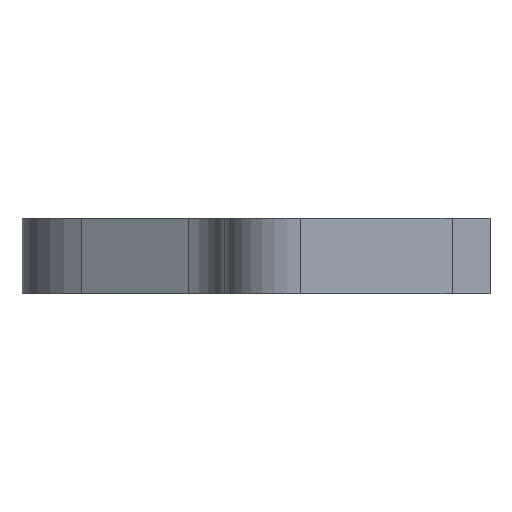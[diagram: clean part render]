
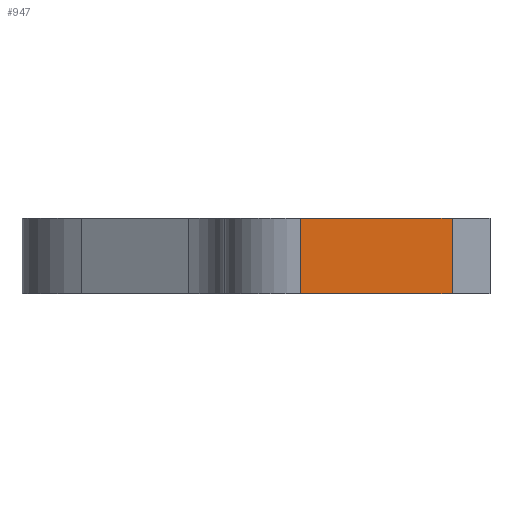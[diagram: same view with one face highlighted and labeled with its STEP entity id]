
A CAD part, left-side view. The second image highlights one B-rep face of the part: STEP entity #947.
In plain terms, the highlighted planar face has unit normal (-1, 0, 0).
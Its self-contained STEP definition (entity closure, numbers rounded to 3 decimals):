
#49 = CARTESIAN_POINT ( 'NONE',  ( 0., 6., 0. ) ) ;
#113 = ORIENTED_EDGE ( 'NONE', *, *, #1485, .T. ) ;
#140 = AXIS2_PLACEMENT_3D ( 'NONE', #1066, #481, #713 ) ;
#240 = EDGE_CURVE ( 'NONE', #1080, #365, #1288, .T. ) ;
#365 = VERTEX_POINT ( 'NONE', #691 ) ;
#375 = PLANE ( 'NONE',  #140 ) ;
#481 = DIRECTION ( 'NONE',  ( 1., 0., 0. ) ) ;
#501 = CARTESIAN_POINT ( 'NONE',  ( 0., 0., 0. ) ) ;
#540 = VECTOR ( 'NONE', #1431, 1000. ) ;
#557 = FACE_OUTER_BOUND ( 'NONE', #692, .T. ) ;
#592 = VECTOR ( 'NONE', #851, 1000. ) ;
#665 = VECTOR ( 'NONE', #1311, 1000. ) ;
#670 = VERTEX_POINT ( 'NONE', #986 ) ;
#691 = CARTESIAN_POINT ( 'NONE',  ( 0., 0., 0. ) ) ;
#692 = EDGE_LOOP ( 'NONE', ( #820, #709, #113, #1295 ) ) ;
#709 = ORIENTED_EDGE ( 'NONE', *, *, #1430, .F. ) ;
#713 = DIRECTION ( 'NONE',  ( 0., 0., -1. ) ) ;
#820 = ORIENTED_EDGE ( 'NONE', *, *, #1021, .T. ) ;
#851 = DIRECTION ( 'NONE',  ( 0., 0., -1. ) ) ;
#873 = CARTESIAN_POINT ( 'NONE',  ( 0., 0., -3. ) ) ;
#947 = ADVANCED_FACE ( 'NONE', ( #557 ), #375, .F. ) ;
#974 = CARTESIAN_POINT ( 'NONE',  ( 0., -1.5, -3. ) ) ;
#978 = LINE ( 'NONE', #974, #665 ) ;
#986 = CARTESIAN_POINT ( 'NONE',  ( 0., 6., -3. ) ) ;
#1021 = EDGE_CURVE ( 'NONE', #1080, #670, #1462, .T. ) ;
#1066 = CARTESIAN_POINT ( 'NONE',  ( 0., 17., 0. ) ) ;
#1080 = VERTEX_POINT ( 'NONE', #49 ) ;
#1098 = CARTESIAN_POINT ( 'NONE',  ( 0., 6., 0. ) ) ;
#1125 = DIRECTION ( 'NONE',  ( 0., -1., 0. ) ) ;
#1133 = CARTESIAN_POINT ( 'NONE',  ( 0., 17., 0. ) ) ;
#1288 = LINE ( 'NONE', #1133, #1402 ) ;
#1295 = ORIENTED_EDGE ( 'NONE', *, *, #240, .F. ) ;
#1311 = DIRECTION ( 'NONE',  ( 0., 1., 0. ) ) ;
#1402 = VECTOR ( 'NONE', #1125, 1000. ) ;
#1430 = EDGE_CURVE ( 'NONE', #1480, #670, #978, .T. ) ;
#1431 = DIRECTION ( 'NONE',  ( 0., 0., 1. ) ) ;
#1462 = LINE ( 'NONE', #1098, #592 ) ;
#1474 = LINE ( 'NONE', #501, #540 ) ;
#1480 = VERTEX_POINT ( 'NONE', #873 ) ;
#1485 = EDGE_CURVE ( 'NONE', #1480, #365, #1474, .T. ) ;
